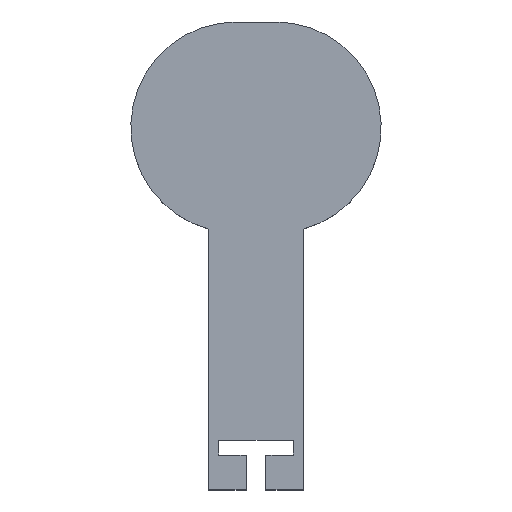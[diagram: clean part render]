
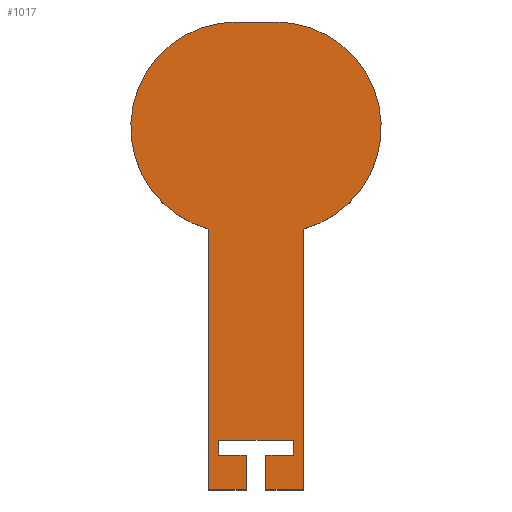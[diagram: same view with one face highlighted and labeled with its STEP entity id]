
A CAD part, top view. The second image highlights one B-rep face of the part: STEP entity #1017.
In plain terms, the highlighted planar face has unit normal (0, 0, 1).
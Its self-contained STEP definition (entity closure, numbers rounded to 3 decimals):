
#108=CIRCLE('',#1092,10.605);
#109=CIRCLE('',#1098,10.605);
#163=FACE_OUTER_BOUND('',#209,.T.);
#209=EDGE_LOOP('',(#915,#916,#917,#918,#919,#920,#921,#922,#923,#924,#925,
#926,#927,#928));
#211=LINE('',#1389,#327);
#248=LINE('',#1491,#364);
#254=LINE('',#1503,#370);
#259=LINE('',#1514,#375);
#261=LINE('',#1519,#377);
#268=LINE('',#1532,#384);
#275=LINE('',#1546,#391);
#280=LINE('',#1553,#396);
#293=LINE('',#1584,#409);
#320=LINE('',#1637,#436);
#322=LINE('',#1643,#438);
#326=LINE('',#1651,#442);
#327=VECTOR('',#1121,10.);
#364=VECTOR('',#1210,10.);
#370=VECTOR('',#1218,10.);
#375=VECTOR('',#1225,10.);
#377=VECTOR('',#1229,10.);
#384=VECTOR('',#1240,10.);
#391=VECTOR('',#1251,10.);
#396=VECTOR('',#1258,10.);
#409=VECTOR('',#1287,10.);
#436=VECTOR('',#1344,10.);
#438=VECTOR('',#1352,10.);
#442=VECTOR('',#1362,10.);
#443=VERTEX_POINT('',#1387);
#444=VERTEX_POINT('',#1388);
#482=VERTEX_POINT('',#1489);
#483=VERTEX_POINT('',#1490);
#488=VERTEX_POINT('',#1502);
#492=VERTEX_POINT('',#1511);
#493=VERTEX_POINT('',#1513);
#494=VERTEX_POINT('',#1517);
#495=VERTEX_POINT('',#1518);
#504=VERTEX_POINT('',#1545);
#515=VERTEX_POINT('',#1583);
#524=VERTEX_POINT('',#1618);
#526=VERTEX_POINT('',#1631);
#527=VERTEX_POINT('',#1642);
#529=EDGE_CURVE('',#443,#444,#211,.T.);
#580=EDGE_CURVE('',#482,#483,#248,.T.);
#586=EDGE_CURVE('',#483,#488,#254,.T.);
#591=EDGE_CURVE('',#493,#492,#259,.T.);
#593=EDGE_CURVE('',#494,#495,#261,.T.);
#600=EDGE_CURVE('',#495,#493,#268,.T.);
#607=EDGE_CURVE('',#492,#504,#275,.T.);
#612=EDGE_CURVE('',#504,#482,#280,.T.);
#629=EDGE_CURVE('',#515,#494,#293,.T.);
#648=EDGE_CURVE('',#444,#524,#108,.T.);
#654=EDGE_CURVE('',#526,#443,#109,.T.);
#658=EDGE_CURVE('',#515,#524,#320,.T.);
#660=EDGE_CURVE('',#527,#526,#322,.T.);
#664=EDGE_CURVE('',#488,#527,#326,.T.);
#915=ORIENTED_EDGE('',*,*,#586,.T.);
#916=ORIENTED_EDGE('',*,*,#664,.T.);
#917=ORIENTED_EDGE('',*,*,#660,.T.);
#918=ORIENTED_EDGE('',*,*,#654,.T.);
#919=ORIENTED_EDGE('',*,*,#529,.T.);
#920=ORIENTED_EDGE('',*,*,#648,.T.);
#921=ORIENTED_EDGE('',*,*,#658,.F.);
#922=ORIENTED_EDGE('',*,*,#629,.T.);
#923=ORIENTED_EDGE('',*,*,#593,.T.);
#924=ORIENTED_EDGE('',*,*,#600,.T.);
#925=ORIENTED_EDGE('',*,*,#591,.T.);
#926=ORIENTED_EDGE('',*,*,#607,.T.);
#927=ORIENTED_EDGE('',*,*,#612,.T.);
#928=ORIENTED_EDGE('',*,*,#580,.T.);
#972=PLANE('',#1105);
#1017=ADVANCED_FACE('',(#163),#972,.T.);
#1092=AXIS2_PLACEMENT_3D('',#1619,#1320,#1321);
#1098=AXIS2_PLACEMENT_3D('',#1632,#1337,#1338);
#1105=AXIS2_PLACEMENT_3D('',#1650,#1360,#1361);
#1121=DIRECTION('',(-1.,0.,0.));
#1210=DIRECTION('',(-1.,0.,0.));
#1218=DIRECTION('',(0.,-1.,0.));
#1225=DIRECTION('',(0.,1.,0.));
#1229=DIRECTION('',(0.,1.,0.));
#1240=DIRECTION('',(-1.,0.,0.));
#1251=DIRECTION('',(1.,0.,0.));
#1258=DIRECTION('',(0.,-1.,0.));
#1287=DIRECTION('',(1.,0.,0.));
#1320=DIRECTION('center_axis',(0.,0.,1.));
#1321=DIRECTION('ref_axis',(0.063,0.998,0.));
#1337=DIRECTION('center_axis',(0.,0.,
1.));
#1338=DIRECTION('ref_axis',(0.197,-0.981,0.));
#1344=DIRECTION('',(0.,1.,0.));
#1352=DIRECTION('',(0.,1.,0.));
#1360=DIRECTION('center_axis',(0.,0.,1.));
#1361=DIRECTION('ref_axis',(1.,0.,0.));
#1362=DIRECTION('',(1.,0.,0.));
#1387=CARTESIAN_POINT('',(-5.5,50.105,11.25));
#1388=CARTESIAN_POINT('',(-9.5,50.105,11.25));
#1389=CARTESIAN_POINT('',(-5.5,50.105,11.25));
#1489=CARTESIAN_POINT('',(-3.75,6.5,11.25));
#1490=CARTESIAN_POINT('',(-6.5,6.5,11.25));
#1491=CARTESIAN_POINT('',(-9.375,6.5,11.25));
#1502=CARTESIAN_POINT('',(-6.5,3.,11.25));
#1503=CARTESIAN_POINT('',(-6.5,3.,11.25));
#1511=CARTESIAN_POINT('',(-11.25,8.,11.25));
#1513=CARTESIAN_POINT('',(-11.25,6.5,11.25));
#1514=CARTESIAN_POINT('',(-11.25,5.5,11.25));
#1517=CARTESIAN_POINT('',(-8.5,3.,11.25));
#1518=CARTESIAN_POINT('',(-8.5,6.5,11.25));
#1519=CARTESIAN_POINT('',(-8.5,4.75,11.25));
#1532=CARTESIAN_POINT('',(-11.75,6.5,11.25));
#1545=CARTESIAN_POINT('',(-3.75,8.,11.25));
#1546=CARTESIAN_POINT('',(-8.,8.,11.25));
#1553=CARTESIAN_POINT('',(-3.75,4.75,11.25));
#1583=CARTESIAN_POINT('',(-12.25,3.,11.25));
#1584=CARTESIAN_POINT('',(-12.25,3.,11.25));
#1618=CARTESIAN_POINT('',(-12.25,29.258,11.25));
#1619=CARTESIAN_POINT('Origin',(-9.5,39.5,11.25));
#1631=CARTESIAN_POINT('',(-2.75,29.258,11.25));
#1632=CARTESIAN_POINT('Origin',(-5.5,39.5,11.25));
#1637=CARTESIAN_POINT('',(-12.25,3.,11.25));
#1642=CARTESIAN_POINT('',(-2.75,3.,11.25));
#1643=CARTESIAN_POINT('',(-2.75,3.,11.25));
#1650=CARTESIAN_POINT('Origin',(-12.25,3.,11.25));
#1651=CARTESIAN_POINT('',(-12.25,3.,11.25));
